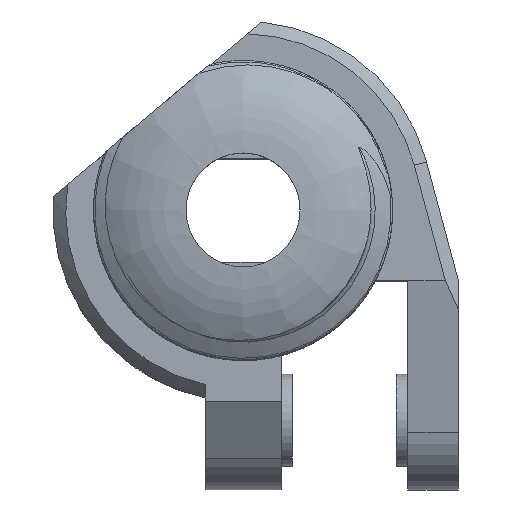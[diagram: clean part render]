
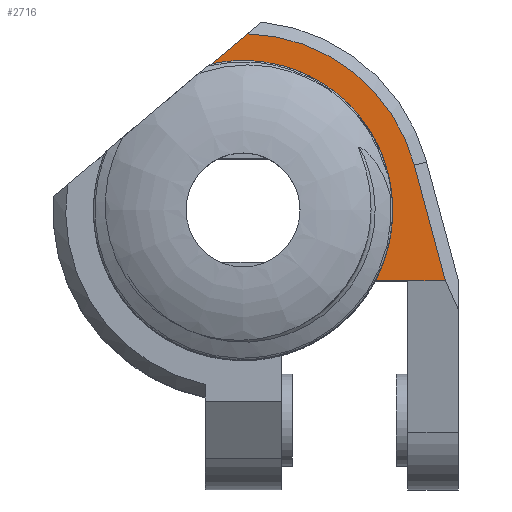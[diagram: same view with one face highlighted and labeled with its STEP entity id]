
A CAD part, top view. The second image highlights one B-rep face of the part: STEP entity #2716.
In plain terms, the highlighted planar face has unit normal (0, 0, 1).
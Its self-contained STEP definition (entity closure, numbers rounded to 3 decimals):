
#78=B_SPLINE_CURVE_WITH_KNOTS('',3,(#3642,#3643,#3644,#3645,#3646,#3647,
#3648,#3649),.UNSPECIFIED.,.F.,.F.,(4,2,2,4),(0.11,0.216,
0.329,0.437),.UNSPECIFIED.);
#79=B_SPLINE_CURVE_WITH_KNOTS('',3,(#3651,#3652,#3653,#3654,#3655,#3656,
#3657,#3658,#3659,#3660,#3661,#3662,#3663,#3664,#3665,#3666,#3667,#3668,
#3669,#3670,#3671,#3672,#3673,#3674,#3675,#3676,#3677,#3678,#3679,#3680,
#3681,#3682,#3683,#3684,#3685,#3686,#3687,#3688,#3689,#3690,#3691,#3692,
#3693,#3694,#3695,#3696,#3697,#3698,#3699,#3700,#3701,#3702,#3703,#3704,
#3705,#3706,#3707,#3708,#3709,#3710,#3711,#3712,#3713,#3714,#3715,#3716,
#3717,#3718,#3719,#3720,#3721,#3722,#3723,#3724,#3725,#3726),
 .UNSPECIFIED.,.F.,.F.,(4,3,3,3,3,3,3,3,3,3,3,3,3,3,3,3,3,3,3,3,3,3,3,3,
3,4),(0.518,0.594,0.671,0.748,
0.804,0.882,0.961,1.04,
1.119,1.138,1.217,1.225,1.303,
1.383,1.464,1.544,1.625,1.658,
1.74,1.785,1.866,1.947,2.03,
2.077,2.16,2.222),.UNSPECIFIED.);
#80=B_SPLINE_CURVE_WITH_KNOTS('',3,(#3728,#3729,#3730,#3731),
 .UNSPECIFIED.,.F.,.F.,(4,4),(0.,0.194),.UNSPECIFIED.);
#372=PLANE('',#2886);
#453=FACE_OUTER_BOUND('',#611,.T.);
#611=EDGE_LOOP('',(#1873,#1874,#1875,#1876,#1877,#1878,#1879,#1880));
#780=CIRCLE('',#2885,14.);
#814=LINE('',#3430,#945);
#836=LINE('',#3630,#967);
#838=LINE('',#3637,#969);
#839=LINE('',#3732,#970);
#945=VECTOR('',#3018,10.);
#967=VECTOR('',#3070,10.);
#969=VECTOR('',#3074,10.);
#970=VECTOR('',#3081,10.);
#1080=VERTEX_POINT('',#3428);
#1081=VERTEX_POINT('',#3429);
#1106=VERTEX_POINT('',#3588);
#1107=VERTEX_POINT('',#3629);
#1108=VERTEX_POINT('',#3635);
#1109=VERTEX_POINT('',#3641);
#1110=VERTEX_POINT('',#3650);
#1111=VERTEX_POINT('',#3727);
#1370=EDGE_CURVE('',#1080,#1081,#814,.T.);
#1406=EDGE_CURVE('',#1107,#1106,#836,.T.);
#1409=EDGE_CURVE('',#1108,#1081,#838,.T.);
#1410=EDGE_CURVE('',#1107,#1108,#780,.T.);
#1411=EDGE_CURVE('',#1109,#1106,#78,.F.);
#1412=EDGE_CURVE('',#1109,#1110,#79,.F.);
#1413=EDGE_CURVE('',#1110,#1111,#80,.T.);
#1414=EDGE_CURVE('',#1111,#1080,#839,.T.);
#1873=ORIENTED_EDGE('',*,*,#1370,.T.);
#1874=ORIENTED_EDGE('',*,*,#1409,.F.);
#1875=ORIENTED_EDGE('',*,*,#1410,.F.);
#1876=ORIENTED_EDGE('',*,*,#1406,.T.);
#1877=ORIENTED_EDGE('',*,*,#1411,.F.);
#1878=ORIENTED_EDGE('',*,*,#1412,.T.);
#1879=ORIENTED_EDGE('',*,*,#1413,.T.);
#1880=ORIENTED_EDGE('',*,*,#1414,.T.);
#2716=ADVANCED_FACE('',(#453),#372,.T.);
#2885=AXIS2_PLACEMENT_3D('',#3639,#3077,#3078);
#2886=AXIS2_PLACEMENT_3D('',#3640,#3079,#3080);
#3018=DIRECTION('',(1.,0.,0.));
#3070=DIRECTION('',(-0.766,-0.643,0.));
#3074=DIRECTION('',(0.259,-0.966,0.));
#3077=DIRECTION('center_axis',(0.,0.,-1.));
#3078=DIRECTION('ref_axis',(1.,0.,0.));
#3079=DIRECTION('center_axis',(0.,0.,1.));
#3080=DIRECTION('ref_axis',(1.,0.,0.));
#3081=DIRECTION('',(1.,0.,0.));
#3428=CARTESIAN_POINT('',(13.,-5.5,15.));
#3429=CARTESIAN_POINT('',(15.965,-5.5,15.));
#3430=CARTESIAN_POINT('',(13.,-5.5,15.));
#3588=CARTESIAN_POINT('',(-2.675,11.462,15.));
#3629=CARTESIAN_POINT('',(0.344,13.996,15.));
#3630=CARTESIAN_POINT('',(-7.132,7.722,15.));
#3635=CARTESIAN_POINT('',(13.524,3.62,15.));
#3637=CARTESIAN_POINT('',(14.779,-1.069,15.));
#3639=CARTESIAN_POINT('Origin',(0.,0.,15.));
#3640=CARTESIAN_POINT('Origin',(0.,0.,15.));
#3641=CARTESIAN_POINT('',(4.157,10.94,15.));
#3642=CARTESIAN_POINT('Ctrl Pts',(-2.675,11.462,15.));
#3643=CARTESIAN_POINT('Ctrl Pts',(-2.054,11.625,15.));
#3644=CARTESIAN_POINT('Ctrl Pts',(-1.302,11.758,15.));
#3645=CARTESIAN_POINT('Ctrl Pts',(0.46,11.831,15.));
#3646=CARTESIAN_POINT('Ctrl Pts',(1.374,11.754,15.));
#3647=CARTESIAN_POINT('Ctrl Pts',(3.112,11.377,15.));
#3648=CARTESIAN_POINT('Ctrl Pts',(3.762,11.123,15.));
#3649=CARTESIAN_POINT('Ctrl Pts',(4.157,10.94,15.));
#3650=CARTESIAN_POINT('',(9.881,-3.35,15.));
#3651=CARTESIAN_POINT('Ctrl Pts',(9.881,-3.35,15.));
#3652=CARTESIAN_POINT('Ctrl Pts',(9.981,-3.117,15.));
#3653=CARTESIAN_POINT('Ctrl Pts',(10.072,-2.881,15.));
#3654=CARTESIAN_POINT('Ctrl Pts',(10.155,-2.642,15.));
#3655=CARTESIAN_POINT('Ctrl Pts',(10.238,-2.401,15.));
#3656=CARTESIAN_POINT('Ctrl Pts',(10.312,-2.157,15.));
#3657=CARTESIAN_POINT('Ctrl Pts',(10.377,-1.91,15.));
#3658=CARTESIAN_POINT('Ctrl Pts',(10.443,-1.662,15.));
#3659=CARTESIAN_POINT('Ctrl Pts',(10.5,-1.412,15.));
#3660=CARTESIAN_POINT('Ctrl Pts',(10.547,-1.159,15.));
#3661=CARTESIAN_POINT('Ctrl Pts',(10.582,-0.974,15.));
#3662=CARTESIAN_POINT('Ctrl Pts',(10.612,-0.788,15.));
#3663=CARTESIAN_POINT('Ctrl Pts',(10.637,-0.601,15.));
#3664=CARTESIAN_POINT('Ctrl Pts',(10.672,-0.344,15.));
#3665=CARTESIAN_POINT('Ctrl Pts',(10.697,-0.086,
15.));
#3666=CARTESIAN_POINT('Ctrl Pts',(10.713,0.172,15.));
#3667=CARTESIAN_POINT('Ctrl Pts',(10.729,0.435,15.));
#3668=CARTESIAN_POINT('Ctrl Pts',(10.736,0.697,15.));
#3669=CARTESIAN_POINT('Ctrl Pts',(10.733,0.959,15.));
#3670=CARTESIAN_POINT('Ctrl Pts',(10.73,1.222,15.));
#3671=CARTESIAN_POINT('Ctrl Pts',(10.717,1.485,15.));
#3672=CARTESIAN_POINT('Ctrl Pts',(10.695,1.747,15.));
#3673=CARTESIAN_POINT('Ctrl Pts',(10.673,2.007,15.));
#3674=CARTESIAN_POINT('Ctrl Pts',(10.642,2.267,15.));
#3675=CARTESIAN_POINT('Ctrl Pts',(10.601,2.525,15.));
#3676=CARTESIAN_POINT('Ctrl Pts',(10.591,2.588,15.));
#3677=CARTESIAN_POINT('Ctrl Pts',(10.58,2.651,15.));
#3678=CARTESIAN_POINT('Ctrl Pts',(10.569,2.713,15.));
#3679=CARTESIAN_POINT('Ctrl Pts',(10.524,2.971,15.));
#3680=CARTESIAN_POINT('Ctrl Pts',(10.468,3.228,15.));
#3681=CARTESIAN_POINT('Ctrl Pts',(10.404,3.483,15.));
#3682=CARTESIAN_POINT('Ctrl Pts',(10.397,3.51,15.));
#3683=CARTESIAN_POINT('Ctrl Pts',(10.39,3.537,15.));
#3684=CARTESIAN_POINT('Ctrl Pts',(10.383,3.563,15.));
#3685=CARTESIAN_POINT('Ctrl Pts',(10.316,3.817,15.));
#3686=CARTESIAN_POINT('Ctrl Pts',(10.241,4.067,15.));
#3687=CARTESIAN_POINT('Ctrl Pts',(10.157,4.315,15.));
#3688=CARTESIAN_POINT('Ctrl Pts',(10.072,4.566,15.));
#3689=CARTESIAN_POINT('Ctrl Pts',(9.977,4.814,15.));
#3690=CARTESIAN_POINT('Ctrl Pts',(9.874,5.059,15.));
#3691=CARTESIAN_POINT('Ctrl Pts',(9.77,5.307,15.));
#3692=CARTESIAN_POINT('Ctrl Pts',(9.657,5.55,15.));
#3693=CARTESIAN_POINT('Ctrl Pts',(9.535,5.79,15.));
#3694=CARTESIAN_POINT('Ctrl Pts',(9.413,6.03,15.));
#3695=CARTESIAN_POINT('Ctrl Pts',(9.283,6.265,15.));
#3696=CARTESIAN_POINT('Ctrl Pts',(9.144,6.496,15.));
#3697=CARTESIAN_POINT('Ctrl Pts',(9.006,6.725,15.));
#3698=CARTESIAN_POINT('Ctrl Pts',(8.861,6.949,15.));
#3699=CARTESIAN_POINT('Ctrl Pts',(8.707,7.167,15.));
#3700=CARTESIAN_POINT('Ctrl Pts',(8.643,7.258,15.));
#3701=CARTESIAN_POINT('Ctrl Pts',(8.577,7.349,15.));
#3702=CARTESIAN_POINT('Ctrl Pts',(8.51,7.438,15.));
#3703=CARTESIAN_POINT('Ctrl Pts',(8.345,7.658,15.));
#3704=CARTESIAN_POINT('Ctrl Pts',(8.173,7.872,15.));
#3705=CARTESIAN_POINT('Ctrl Pts',(7.992,8.078,15.));
#3706=CARTESIAN_POINT('Ctrl Pts',(7.894,8.191,15.));
#3707=CARTESIAN_POINT('Ctrl Pts',(7.794,8.301,15.));
#3708=CARTESIAN_POINT('Ctrl Pts',(7.692,8.409,15.));
#3709=CARTESIAN_POINT('Ctrl Pts',(7.507,8.604,15.));
#3710=CARTESIAN_POINT('Ctrl Pts',(7.315,8.792,15.));
#3711=CARTESIAN_POINT('Ctrl Pts',(7.117,8.973,15.));
#3712=CARTESIAN_POINT('Ctrl Pts',(6.916,9.156,15.));
#3713=CARTESIAN_POINT('Ctrl Pts',(6.709,9.332,15.));
#3714=CARTESIAN_POINT('Ctrl Pts',(6.495,9.5,15.));
#3715=CARTESIAN_POINT('Ctrl Pts',(6.28,9.67,15.));
#3716=CARTESIAN_POINT('Ctrl Pts',(6.058,9.832,15.));
#3717=CARTESIAN_POINT('Ctrl Pts',(5.83,9.986,15.));
#3718=CARTESIAN_POINT('Ctrl Pts',(5.699,10.075,15.));
#3719=CARTESIAN_POINT('Ctrl Pts',(5.566,10.161,15.));
#3720=CARTESIAN_POINT('Ctrl Pts',(5.431,10.245,15.));
#3721=CARTESIAN_POINT('Ctrl Pts',(5.196,10.391,15.));
#3722=CARTESIAN_POINT('Ctrl Pts',(4.956,10.528,15.));
#3723=CARTESIAN_POINT('Ctrl Pts',(4.712,10.657,15.));
#3724=CARTESIAN_POINT('Ctrl Pts',(4.528,10.754,15.));
#3725=CARTESIAN_POINT('Ctrl Pts',(4.342,10.846,15.));
#3726=CARTESIAN_POINT('Ctrl Pts',(4.154,10.933,15.));
#3727=CARTESIAN_POINT('',(8.693,-5.5,15.));
#3728=CARTESIAN_POINT('Ctrl Pts',(9.881,-3.35,15.));
#3729=CARTESIAN_POINT('Ctrl Pts',(9.625,-3.945,15.));
#3730=CARTESIAN_POINT('Ctrl Pts',(9.252,-4.701,15.));
#3731=CARTESIAN_POINT('Ctrl Pts',(8.693,-5.5,15.));
#3732=CARTESIAN_POINT('',(4.,-5.5,15.));
